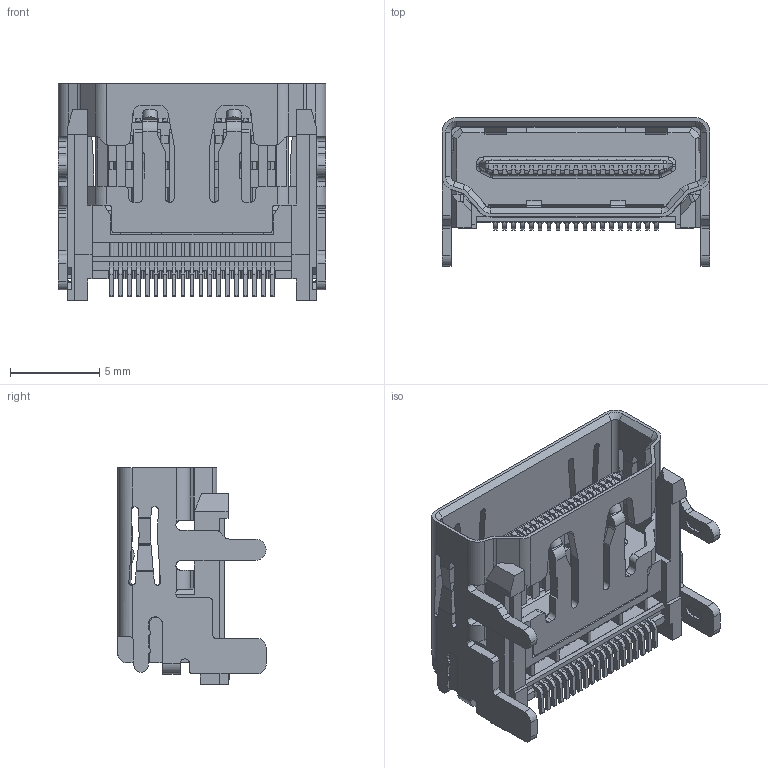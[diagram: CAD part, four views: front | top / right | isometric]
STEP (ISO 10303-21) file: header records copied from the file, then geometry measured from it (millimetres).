
FILE_DESCRIPTION (( 'STEP AP214' ), '1' );
FILE_NAME ('Same_Sky_HD05-19-TH-TR.step', '2025-01-29T16:22:51', ( '' ), ( '' ), 'SwSTEP 2.0', 'SolidWorks 2024', '' );
FILE_SCHEMA (( 'AUTOMOTIVE_DESIGN' ));
Length unit declared in the file: inch
Products named in the file (1): Same_Sky_HD05-19-TH-TR
Bounding box: 15 x 8.3 x 12.14 mm (x, y, z)
Volume: 450.4 mm3; surface area: 1423.3 mm2
Topology: 1 solids, 1 shells, 2127 faces, 6139 edges, 3980 vertices
Faces by surface type: plane 1410, cylinder 403, bspline 294, cone 8, sphere 6, torus 6
Entity records: 78321 total; most frequent: CARTESIAN_POINT 25284, ORIENTED_EDGE 12270, DIRECTION 9206, EDGE_CURVE 6135, LINE 4268, VECTOR 4268, VERTEX_POINT 3981, AXIS2_PLACEMENT_3D 2469
